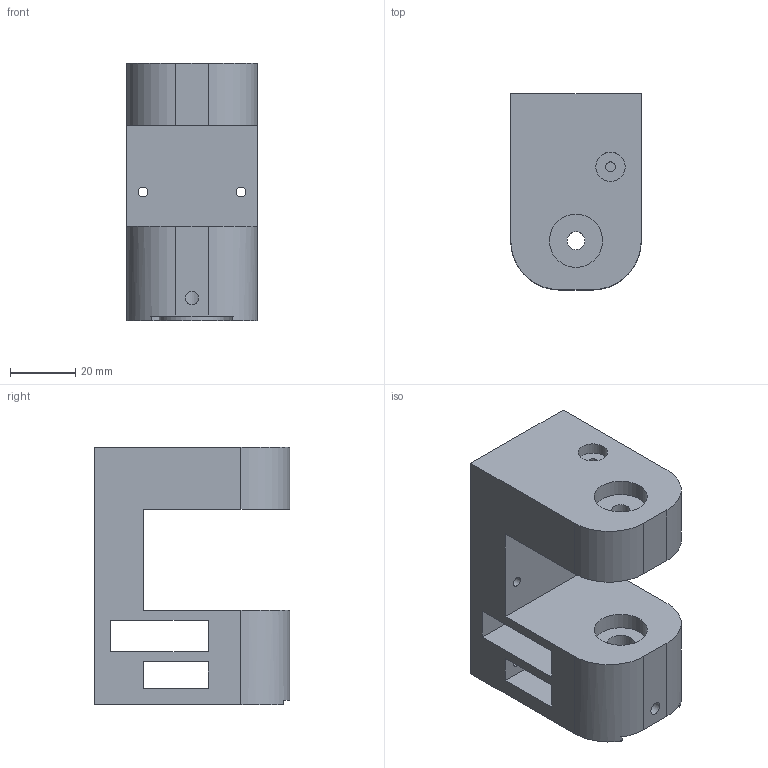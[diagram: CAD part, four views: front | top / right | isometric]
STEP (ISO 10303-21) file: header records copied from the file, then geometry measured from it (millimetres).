
FILE_DESCRIPTION(/* description */ (''),/* implementation_level */ '2;1');
FILE_NAME(/* name */ 'Gimbal_1.stp',/* time_stamp */ '2023-11-06T16:45:52-08:00',/* author */ ('MVeszpremi'),/* organization */ (''),/* preprocessor_version */ 'ST-DEVELOPER v19',/* originating_system */ 'Autodesk Inventor 2023',/* authorisation */ '');
FILE_SCHEMA (('AUTOMOTIVE_DESIGN { 1 0 10303 214 3 1 1 }'));
Length unit declared in the file: millimetre
Products named in the file (1): Gimbal_1
Bounding box: 40 x 60 x 79 mm (x, y, z)
Volume: 103680.7 mm3; surface area: 28003.3 mm2
Topology: 1 solids, 1 shells, 55 faces, 132 edges, 88 vertices
Faces by surface type: plane 34, cylinder 21
Full cylindrical faces by diameter (mm): 3 x7, 4 x2, 5.5 x1, 8.3 x1, 9 x1, 16.3 x3, 20 x1
Entity records: 1695 total; most frequent: DIRECTION 290, CARTESIAN_POINT 276, ORIENTED_EDGE 264, EDGE_CURVE 132, AXIS2_PLACEMENT_3D 102, VERTEX_POINT 88, LINE 86, VECTOR 86
